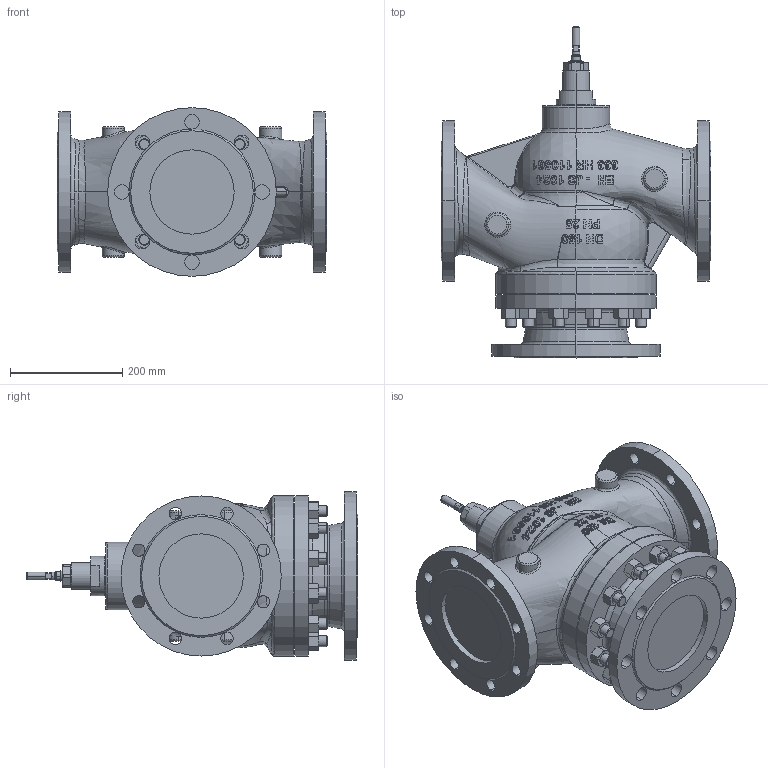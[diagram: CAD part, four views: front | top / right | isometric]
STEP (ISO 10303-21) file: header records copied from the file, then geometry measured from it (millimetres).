
FILE_DESCRIPTION (( 'STEP AP214' ), '1' );
FILE_NAME ('BR325 DN150 XXX PN25 for MC_STEP (Defeature).STEP', '2015-03-03T07:43:12', ( 'HORA' ), ( 'Holter Regelamaturen GmbH & Co. KG' ), 'SwSTEP 2.0', 'SolidWorks 2014', '' );
FILE_SCHEMA (( 'AUTOMOTIVE_DESIGN' ));
Length unit declared in the file: millimetre
Products named in the file (1): BR325 DN150 XXX PN25 for MC_STEP (Defeature)
Bounding box: 480 x 590.5 x 300 mm (x, y, z)
Volume: 26450379.5 mm3; surface area: 981897.1 mm2
Topology: 1 solids, 1 shells, 1057 faces, 2691 edges, 1692 vertices
Faces by surface type: plane 322, bspline 299, cone 193, cylinder 150, torus 47, sphere 46
Entity records: 286940 total; most frequent: CARTESIAN_POINT 259559, ORIENTED_EDGE 5374, DIRECTION 4007, EDGE_CURVE 2687, VERTEX_POINT 1692, AXIS2_PLACEMENT_3D 1668, EDGE_LOOP 1189, B_SPLINE_CURVE_WITH_KNOTS 1104
